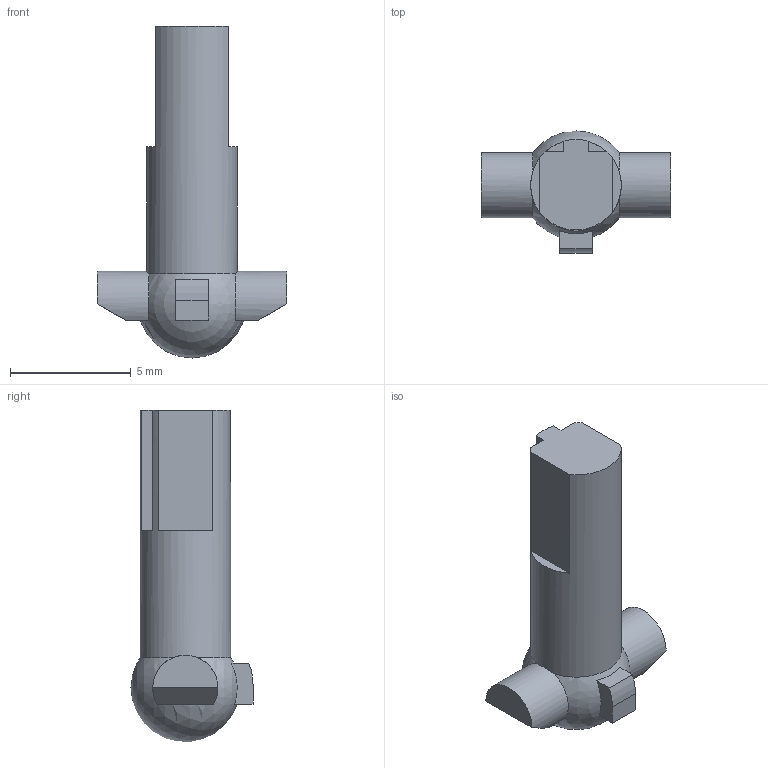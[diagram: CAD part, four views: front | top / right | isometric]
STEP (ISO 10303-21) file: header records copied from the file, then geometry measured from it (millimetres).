
FILE_DESCRIPTION(('FreeCAD Model'),'2;1');
FILE_NAME('Open CASCADE Shape Model','2025-04-13T16:09:56',(''),(''), 'Open CASCADE STEP processor 7.8','FreeCAD','Unknown');
FILE_SCHEMA(('AUTOMOTIVE_DESIGN { 1 0 10303 214 1 1 1 1 }'));
Length unit declared in the file: millimetre
Products named in the file (1): STEM
Bounding box: 7.85 x 5.05 x 13.74 mm (x, y, z)
Volume: 163.9 mm3; surface area: 215 mm2
Topology: 1 solids, 1 shells, 27 faces, 79 edges, 53 vertices
Faces by surface type: plane 22, cylinder 4, sphere 1
Full cylindrical faces by diameter (mm): 3.75 x1
Entity records: 1702 total; most frequent: CARTESIAN_POINT 963, ORIENTED_EDGE 156, DIRECTION 147, EDGE_CURVE 78, AXIS2_PLACEMENT_3D 54, VERTEX_POINT 53, LINE 39, VECTOR 39
